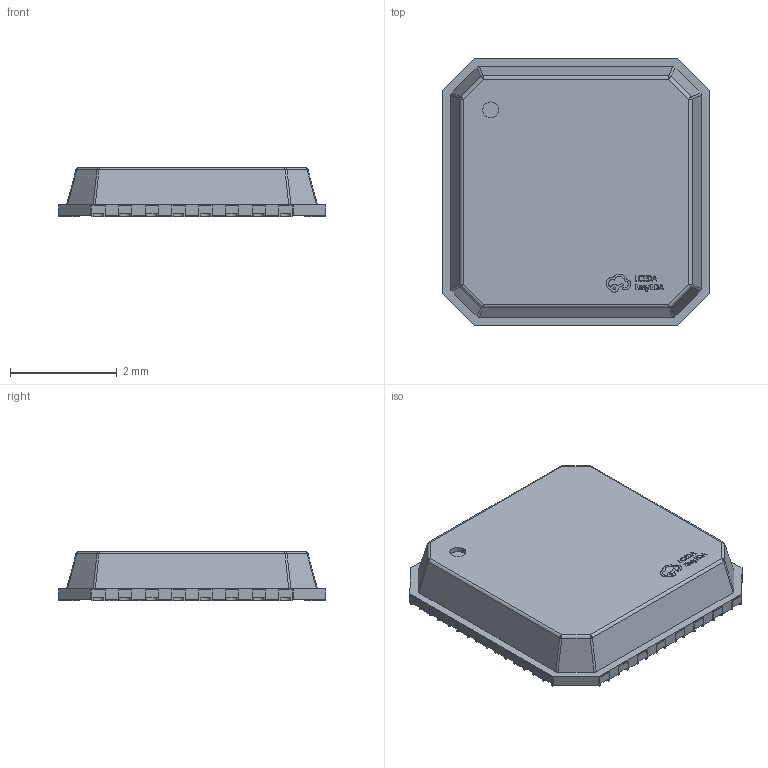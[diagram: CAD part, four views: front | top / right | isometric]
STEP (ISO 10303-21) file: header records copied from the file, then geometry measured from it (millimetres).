
FILE_DESCRIPTION (( 'STEP AP214' ), '1' );
FILE_NAME ('VQFN-32_L5.0-W5.0-P0.50-TL-EP3.7.step', '2022-07-15T04:13:17', ( '' ), ( '' ), 'SwSTEP 2.0', 'SolidWorks 2020', '' );
FILE_SCHEMA (( 'AUTOMOTIVE_DESIGN' ));
Length unit declared in the file: millimetre
Products named in the file (1): VQFN-32_L5.0-W5.0-P0.50-TL-EP3.7
Bounding box: 5.02 x 5.02 x 0.92 mm (x, y, z)
Volume: 19.1 mm3; surface area: 63 mm2
Topology: 14 solids, 14 shells, 675 faces, 1887 edges, 1250 vertices
Faces by surface type: plane 428, cylinder 127, bspline 112, sphere 8
Entity records: 30347 total; most frequent: CARTESIAN_POINT 5941, ORIENTED_EDGE 3774, DIRECTION 3025, EDGE_CURVE 1887, LINE 1405, VECTOR 1405, VERTEX_POINT 1250, AXIS2_PLACEMENT_3D 810
